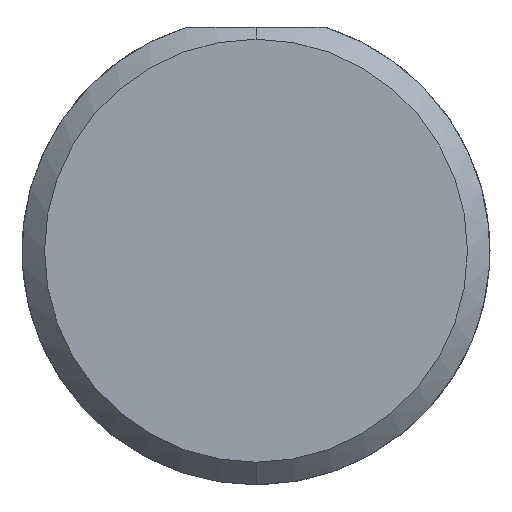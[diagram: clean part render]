
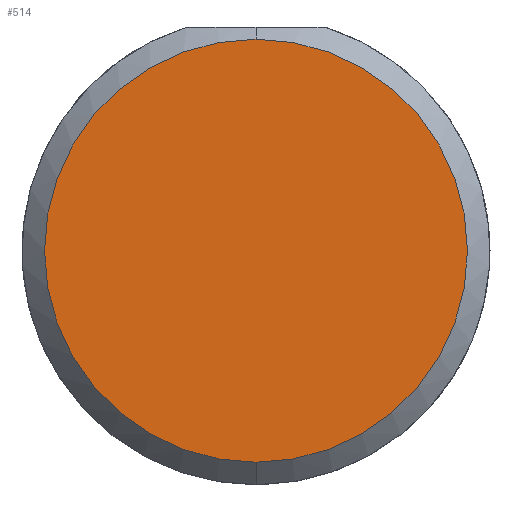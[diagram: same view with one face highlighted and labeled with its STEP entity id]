
A CAD part, left-side view. The second image highlights one B-rep face of the part: STEP entity #514.
In plain terms, the highlighted planar face has unit normal (-1, 0, 0).
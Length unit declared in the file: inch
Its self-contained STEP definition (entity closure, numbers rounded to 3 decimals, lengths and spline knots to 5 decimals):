
#16 = VERTEX_POINT ( 'NONE', #289 ) ;
#18 = FACE_OUTER_BOUND ( 'NONE', #204, .T. ) ;
#53 = DIRECTION ( 'NONE',  ( 0., 0., -1. ) ) ;
#174 = DIRECTION ( 'NONE',  ( 0., 0., -1. ) ) ;
#204 = EDGE_LOOP ( 'NONE', ( #832, #401 ) ) ;
#228 = VERTEX_POINT ( 'NONE', #872 ) ;
#242 = DIRECTION ( 'NONE',  ( 1., 0., 0. ) ) ;
#289 = CARTESIAN_POINT ( 'NONE',  ( 0., 0., -0.1411 ) ) ;
#306 = DIRECTION ( 'NONE',  ( 0., 0., -1. ) ) ;
#326 = CARTESIAN_POINT ( 'NONE',  ( 0., 0., 0. ) ) ;
#373 = EDGE_CURVE ( 'NONE', #228, #16, #651, .T. ) ;
#385 = CARTESIAN_POINT ( 'NONE',  ( 0., 0., 0. ) ) ;
#401 = ORIENTED_EDGE ( 'NONE', *, *, #373, .T. ) ;
#439 = EDGE_CURVE ( 'NONE', #16, #228, #715, .T. ) ;
#498 = CARTESIAN_POINT ( 'NONE',  ( 0., 0., 0. ) ) ;
#514 = ADVANCED_FACE ( 'NONE', ( #18 ), #580, .F. ) ;
#527 = AXIS2_PLACEMENT_3D ( 'NONE', #385, #1026, #306 ) ;
#580 = PLANE ( 'NONE',  #852 ) ;
#651 = CIRCLE ( 'NONE', #1032, 0.1411 ) ;
#715 = CIRCLE ( 'NONE', #527, 0.1411 ) ;
#725 = DIRECTION ( 'NONE',  ( -1., 0., 0. ) ) ;
#832 = ORIENTED_EDGE ( 'NONE', *, *, #439, .T. ) ;
#852 = AXIS2_PLACEMENT_3D ( 'NONE', #498, #242, #174 ) ;
#872 = CARTESIAN_POINT ( 'NONE',  ( 0., 0., 0.1411 ) ) ;
#1026 = DIRECTION ( 'NONE',  ( -1., 0., 0. ) ) ;
#1032 = AXIS2_PLACEMENT_3D ( 'NONE', #326, #725, #53 ) ;
